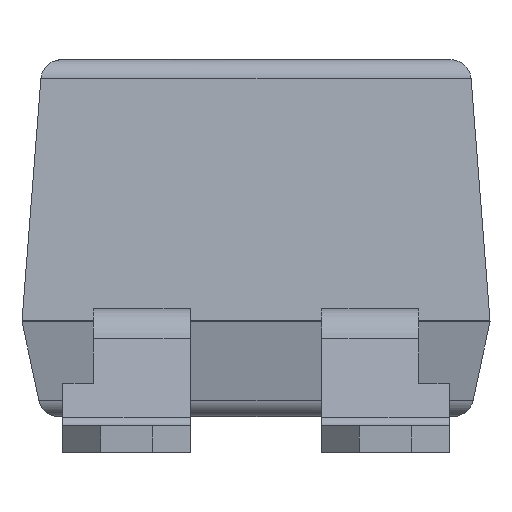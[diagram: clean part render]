
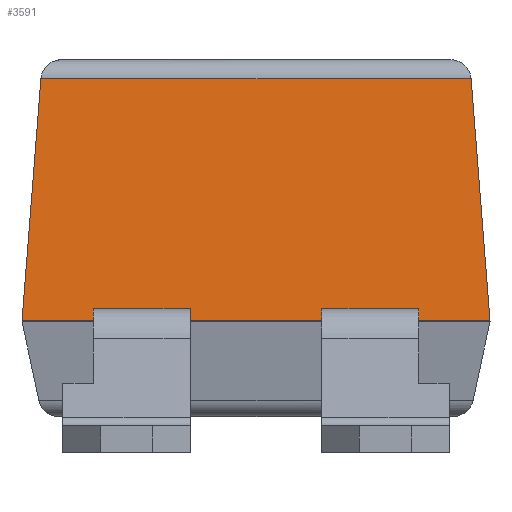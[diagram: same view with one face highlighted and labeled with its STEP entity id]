
A CAD part, left-side view. The second image highlights one B-rep face of the part: STEP entity #3591.
In plain terms, the highlighted planar face has unit normal (-0.997, 0, 0.078).
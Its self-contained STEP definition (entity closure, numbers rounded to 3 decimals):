
#56 = VECTOR ( 'NONE', #4292, 1000. ) ;
#133 = CARTESIAN_POINT ( 'NONE',  ( 2.016, 0.839, 3.666 ) ) ;
#141 = DIRECTION ( 'NONE',  ( 0.078, 0., 0.997 ) ) ;
#227 = CARTESIAN_POINT ( 'NONE',  ( 1.83, 1.025, 1.29 ) ) ;
#270 = EDGE_CURVE ( 'NONE', #2471, #3263, #1402, .T. ) ;
#422 = ORIENTED_EDGE ( 'NONE', *, *, #1254, .T. ) ;
#553 = PLANE ( 'NONE',  #1357 ) ;
#861 = ORIENTED_EDGE ( 'NONE', *, *, #270, .T. ) ;
#928 = CARTESIAN_POINT ( 'NONE',  ( 2.016, -3.379, 3.666 ) ) ;
#1254 = EDGE_CURVE ( 'NONE', #3263, #4404, #4335, .T. ) ;
#1323 = DIRECTION ( 'NONE',  ( 0., -1., 0. ) ) ;
#1357 = AXIS2_PLACEMENT_3D ( 'NONE', #1977, #3447, #141 ) ;
#1402 = LINE ( 'NONE', #227, #3738 ) ;
#1433 = LINE ( 'NONE', #2884, #4057 ) ;
#1754 = ORIENTED_EDGE ( 'NONE', *, *, #4294, .T. ) ;
#1977 = CARTESIAN_POINT ( 'NONE',  ( 1.93, 1.025, 2.57 ) ) ;
#2085 = DIRECTION ( 'NONE',  ( -0.078, 0.078, -0.994 ) ) ;
#2166 = DIRECTION ( 'NONE',  ( 0., 1., 0. ) ) ;
#2471 = VERTEX_POINT ( 'NONE', #3020 ) ;
#2722 = ORIENTED_EDGE ( 'NONE', *, *, #4745, .T. ) ;
#2820 = LINE ( 'NONE', #3599, #3276 ) ;
#2884 = CARTESIAN_POINT ( 'NONE',  ( 2.016, 1.025, 3.666 ) ) ;
#3020 = CARTESIAN_POINT ( 'NONE',  ( 1.83, 1.025, 1.29 ) ) ;
#3263 = VERTEX_POINT ( 'NONE', #4232 ) ;
#3276 = VECTOR ( 'NONE', #2085, 1000. ) ;
#3447 = DIRECTION ( 'NONE',  ( -0.997, 0., 0.078 ) ) ;
#3591 = ADVANCED_FACE ( 'NONE', ( #3800 ), #553, .T. ) ;
#3599 = CARTESIAN_POINT ( 'NONE',  ( 2.016, 0.839, 3.666 ) ) ;
#3600 = CARTESIAN_POINT ( 'NONE',  ( 1.83, -3.565, 1.29 ) ) ;
#3738 = VECTOR ( 'NONE', #1323, 1000. ) ;
#3800 = FACE_OUTER_BOUND ( 'NONE', #3977, .T. ) ;
#3977 = EDGE_LOOP ( 'NONE', ( #422, #1754, #2722, #861 ) ) ;
#4057 = VECTOR ( 'NONE', #2166, 1000. ) ;
#4232 = CARTESIAN_POINT ( 'NONE',  ( 1.83, -3.565, 1.29 ) ) ;
#4292 = DIRECTION ( 'NONE',  ( 0.078, 0.078, 0.994 ) ) ;
#4294 = EDGE_CURVE ( 'NONE', #4404, #4430, #1433, .T. ) ;
#4335 = LINE ( 'NONE', #3600, #56 ) ;
#4404 = VERTEX_POINT ( 'NONE', #928 ) ;
#4430 = VERTEX_POINT ( 'NONE', #133 ) ;
#4745 = EDGE_CURVE ( 'NONE', #4430, #2471, #2820, .T. ) ;
